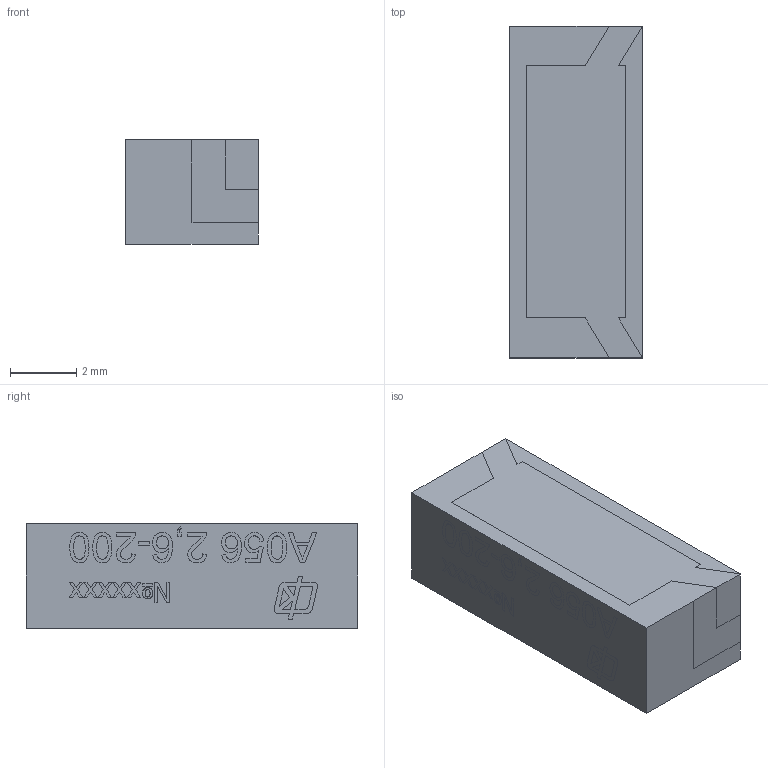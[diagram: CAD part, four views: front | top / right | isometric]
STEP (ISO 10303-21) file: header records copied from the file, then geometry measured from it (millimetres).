
FILE_DESCRIPTION(('STEP AP203'), '1');
FILE_NAME('ÍØÁÀ.434834.001-01_Ôèëüòð ÔÊÏ1-201-01-2,6-200', '', ('UNSPECIFIED'), ('UNSPECIFIED'), 'ASCON STEP Converter 1.6', 'ASCON Math Kernel', '');
FILE_SCHEMA(('CONFIG_CONTROL_DESIGN'));
Length unit declared in the file: millimetre
Products named in the file (1): НШБА.434834.001-01_Фильтр ФКП1-201-01-2,6-200
Bounding box: 4 x 10 x 3.15 mm (x, y, z)
Volume: 126 mm3; surface area: 168.2 mm2
Topology: 1 solids, 1 shells, 325 faces, 872 edges, 580 vertices
Faces by surface type: plane 210, bspline 109, cylinder 6
Entity records: 23676 total; most frequent: CARTESIAN_POINT 13822, ORIENTED_EDGE 1744, DIRECTION 1007, EDGE_CURVE 872, VERTEX_POINT 580, LINE 549, VECTOR 549, FACE_BOUND 356
